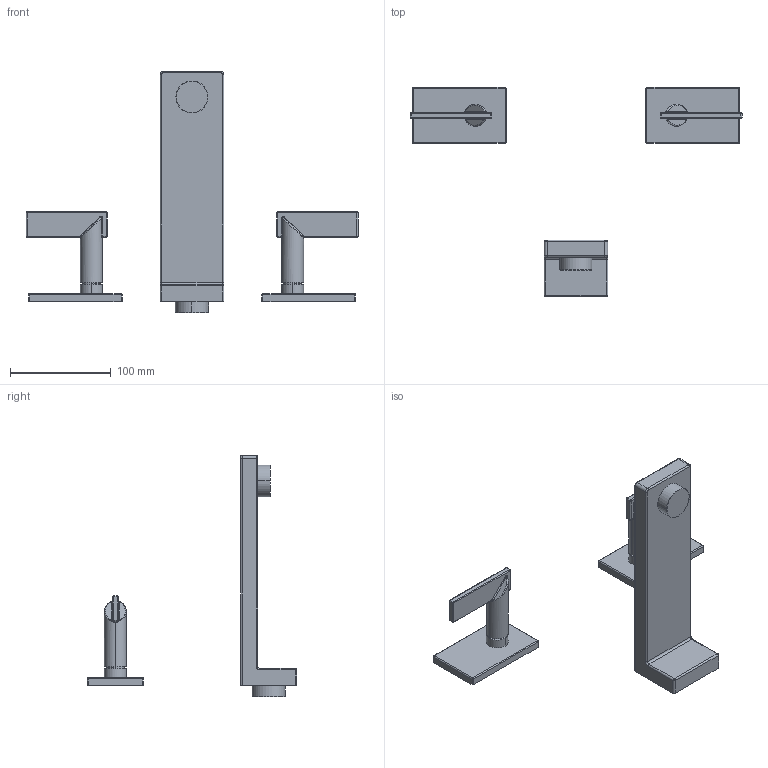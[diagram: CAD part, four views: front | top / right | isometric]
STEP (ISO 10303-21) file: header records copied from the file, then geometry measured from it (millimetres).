
FILE_DESCRIPTION((''),'2;1');
FILE_NAME('3-2545_SW0001','2020-12-02T09:13:05',('rsmith'),(''),'CREO PARAMETRIC BY PTC INC, 2018400','CREO PARAMETRIC BY PTC INC, 2018400','');
FILE_SCHEMA(('AUTOMOTIVE_DESIGN { 1 0 10303 214 1 1 1 1 }'));
Length unit declared in the file: inch
Products named in the file (1): 3-2545_SW0001
Bounding box: 330.07 x 208.28 x 239.73 mm (x, y, z)
Volume: 461009.7 mm3; surface area: 90309.1 mm2
Topology: 3 solids, 3 shells, 191 faces, 412 edges, 236 vertices
Faces by surface type: cylinder 84, plane 45, bspline 28, sphere 26, torus 8
Entity records: 8686 total; most frequent: CARTESIAN_POINT 2495, DIRECTION 876, ORIENTED_EDGE 824, PRESENTATION_STYLE_ASSIGNMENT 513, STYLED_ITEM 417, CURVE_STYLE 412, EDGE_CURVE 412, AXIS2_PLACEMENT_3D 355
